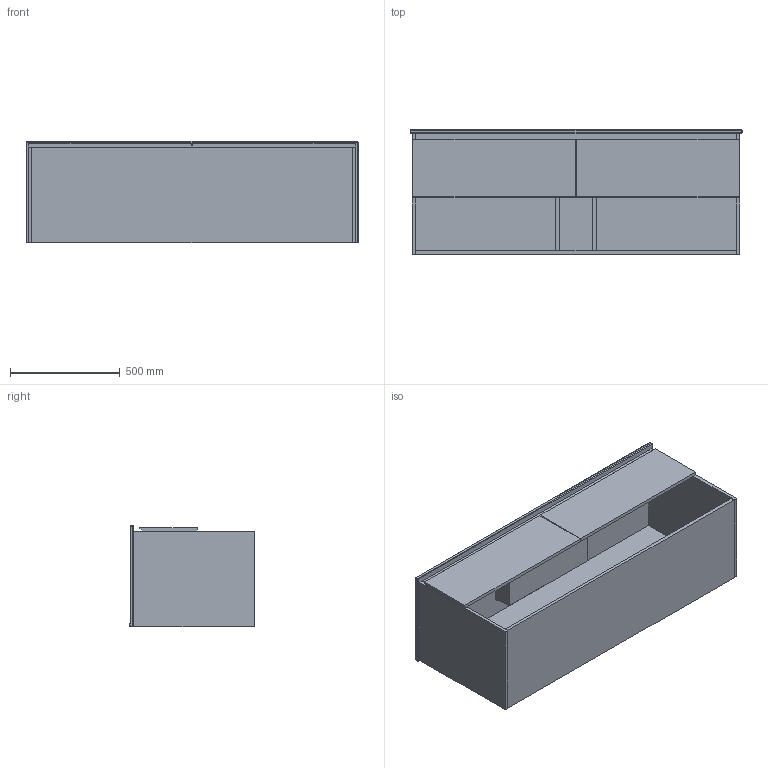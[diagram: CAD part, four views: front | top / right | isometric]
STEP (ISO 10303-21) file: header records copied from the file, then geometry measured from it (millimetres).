
FILE_DESCRIPTION (( 'STEP AP214' ), '1' );
FILE_NAME ('Shelf Ceramic 1500 ASSEM.STEP', '2019-03-08T00:17:17', ( '' ), ( '' ), 'SwSTEP 2.0', 'SolidWorks 2015', '' );
FILE_SCHEMA (( 'AUTOMOTIVE_DESIGN' ));
Length unit declared in the file: millimetre
Products named in the file (5): 1500C Spirit top ASSEM; Shelf Ceramic 1500; 1500 Spirit top; CERAMIC OVERFLOW COVER; Shelf Ceramic 1500 ASSEM
Assembly tree (4 placements, depth 3):
  Shelf Ceramic 1500 ASSEM
    Shelf Ceramic 1500
    1500C Spirit top ASSEM
      1500 Spirit top
      CERAMIC OVERFLOW COVER
Bounding box: 1510 x 569 x 460 mm (x, y, z)
Volume: 51884627.7 mm3; surface area: 6793640.9 mm2
Topology: 8 solids, 8 shells, 146 faces, 331 edges, 195 vertices
Faces by surface type: plane 92, cylinder 30, sphere 10, torus 8, bspline 6
Entity records: 4629 total; most frequent: CARTESIAN_POINT 984, DIRECTION 689, ORIENTED_EDGE 642, EDGE_CURVE 321, AXIS2_PLACEMENT_3D 232, VECTOR 225, LINE 225, VERTEX_POINT 195
